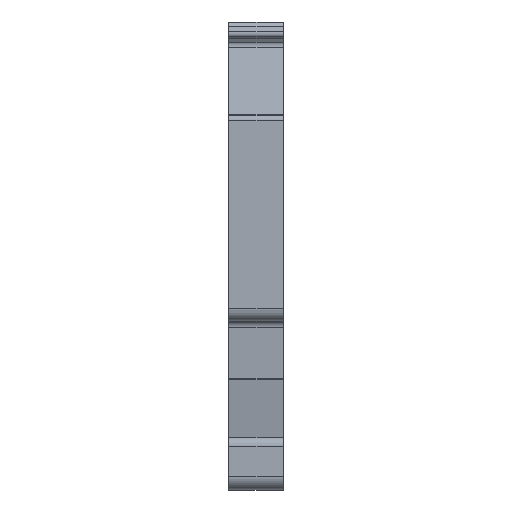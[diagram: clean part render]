
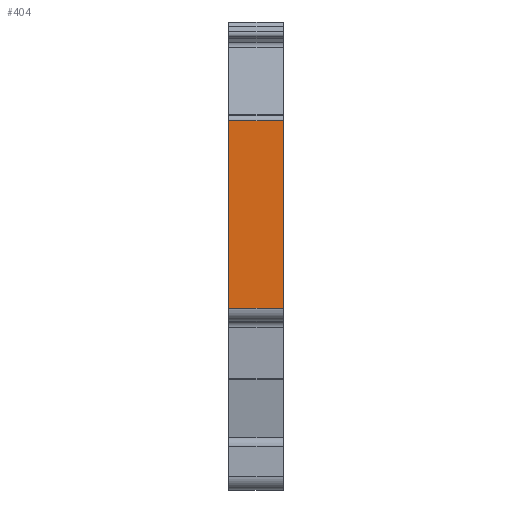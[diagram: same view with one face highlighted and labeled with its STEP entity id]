
A CAD part, left-side view. The second image highlights one B-rep face of the part: STEP entity #404.
In plain terms, the highlighted planar face has unit normal (-1, 0, 0).
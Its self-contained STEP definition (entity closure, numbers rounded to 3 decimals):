
#404 = ADVANCED_FACE( '', ( #872 ), #873, .T. );
#872 = FACE_OUTER_BOUND( '', #1398, .T. );
#873 = PLANE( '', #1399 );
#1398 = EDGE_LOOP( '', ( #2614, #2615, #2616, #2617 ) );
#1399 = AXIS2_PLACEMENT_3D( '', #2618, #2619, #2620 );
#2614 = ORIENTED_EDGE( '', *, *, #3813, .F. );
#2615 = ORIENTED_EDGE( '', *, *, #3814, .F. );
#2616 = ORIENTED_EDGE( '', *, *, #3544, .T. );
#2617 = ORIENTED_EDGE( '', *, *, #3396, .T. );
#2618 = CARTESIAN_POINT( '', ( -24.4, -4.15, -4.625 ) );
#2619 = DIRECTION( '', ( -1., 0., 0. ) );
#2620 = DIRECTION( '', ( 0., 0., 1. ) );
#3396 = EDGE_CURVE( '', #4153, #4150, #4154, .T. );
#3544 = EDGE_CURVE( '', #4389, #4153, #4390, .T. );
#3813 = EDGE_CURVE( '', #4794, #4150, #4795, .T. );
#3814 = EDGE_CURVE( '', #4389, #4794, #4796, .T. );
#4150 = VERTEX_POINT( '', #5230 );
#4153 = VERTEX_POINT( '', #5233 );
#4154 = LINE( '', #5234, #5235 );
#4389 = VERTEX_POINT( '', #5563 );
#4390 = LINE( '', #5564, #5565 );
#4794 = VERTEX_POINT( '', #6124 );
#4795 = LINE( '', #6125, #6126 );
#4796 = LINE( '', #6127, #6128 );
#5230 = CARTESIAN_POINT( '', ( -24.4, 0., 9.568 ) );
#5233 = CARTESIAN_POINT( '', ( -24.4, -4.15, 9.568 ) );
#5234 = CARTESIAN_POINT( '', ( -24.4, -4.15, 9.568 ) );
#5235 = VECTOR( '', #6470, 1000. );
#5563 = CARTESIAN_POINT( '', ( -24.4, -4.15, -4.625 ) );
#5564 = CARTESIAN_POINT( '', ( -24.4, -4.15, 5.153 ) );
#5565 = VECTOR( '', #6630, 1000. );
#6124 = CARTESIAN_POINT( '', ( -24.4, 0., -4.625 ) );
#6125 = CARTESIAN_POINT( '', ( -24.4, 0., 16.025 ) );
#6126 = VECTOR( '', #6960, 1000. );
#6127 = CARTESIAN_POINT( '', ( -24.4, -4.15, -4.625 ) );
#6128 = VECTOR( '', #6961, 1000. );
#6470 = DIRECTION( '', ( 0., 1., 0. ) );
#6630 = DIRECTION( '', ( 0., 0., 1. ) );
#6960 = DIRECTION( '', ( 0., 0., 1. ) );
#6961 = DIRECTION( '', ( 0., 1., 0. ) );
